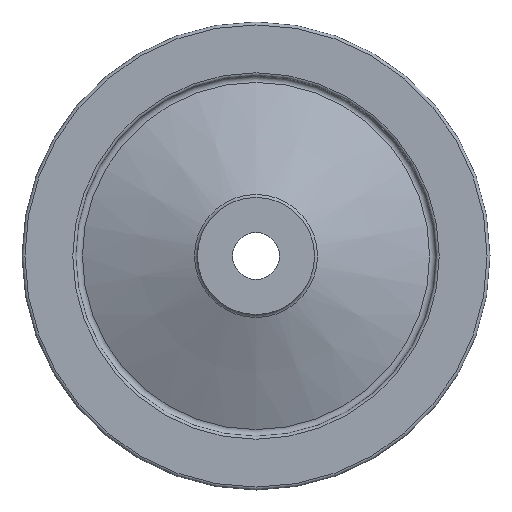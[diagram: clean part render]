
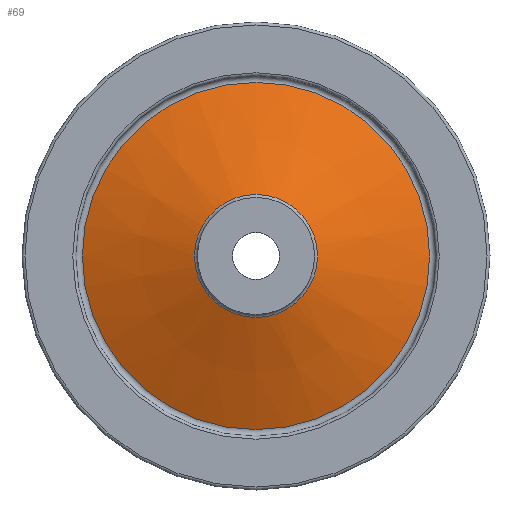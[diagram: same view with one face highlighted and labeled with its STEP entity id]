
A CAD part, left-side view. The second image highlights one B-rep face of the part: STEP entity #69.
In plain terms, the highlighted conical face has half-angle 68.032 degrees and reference radius 21.043 mm.
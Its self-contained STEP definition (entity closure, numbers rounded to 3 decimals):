
#69 = ADVANCED_FACE( '', ( #150, #151 ), #152, .T. );
#150 = FACE_OUTER_BOUND( '', #233, .T. );
#151 = FACE_BOUND( '', #234, .T. );
#152 = CONICAL_SURFACE( '', #235, 21.043, 1.187 );
#233 = EDGE_LOOP( '', ( #336 ) );
#234 = EDGE_LOOP( '', ( #337 ) );
#235 = AXIS2_PLACEMENT_3D( '', #338, #339, #340 );
#336 = ORIENTED_EDGE( '', *, *, #379, .F. );
#337 = ORIENTED_EDGE( '', *, *, #401, .T. );
#338 = CARTESIAN_POINT( '', ( 12.509, 0., 0. ) );
#339 = DIRECTION( '', ( 1., 0., 0. ) );
#340 = DIRECTION( '', ( 0., 0., -1. ) );
#379 = EDGE_CURVE( '', #422, #422, #423, .T. );
#401 = EDGE_CURVE( '', #455, #455, #456, .T. );
#422 = VERTEX_POINT( '', #479 );
#423 = CIRCLE( '', #480, 59.35 );
#455 = VERTEX_POINT( '', #512 );
#456 = CIRCLE( '', #513, 21.043 );
#479 = CARTESIAN_POINT( '', ( 27.962, 0., -59.35 ) );
#480 = AXIS2_PLACEMENT_3D( '', #538, #539, #540 );
#512 = CARTESIAN_POINT( '', ( 12.509, 0., -21.043 ) );
#513 = AXIS2_PLACEMENT_3D( '', #571, #572, #573 );
#538 = CARTESIAN_POINT( '', ( 27.962, 0., 0. ) );
#539 = DIRECTION( '', ( 1., 0., 0. ) );
#540 = DIRECTION( '', ( 0., 0., -1. ) );
#571 = CARTESIAN_POINT( '', ( 12.509, 0., 0. ) );
#572 = DIRECTION( '', ( 1., 0., 0. ) );
#573 = DIRECTION( '', ( 0., 0., -1. ) );
